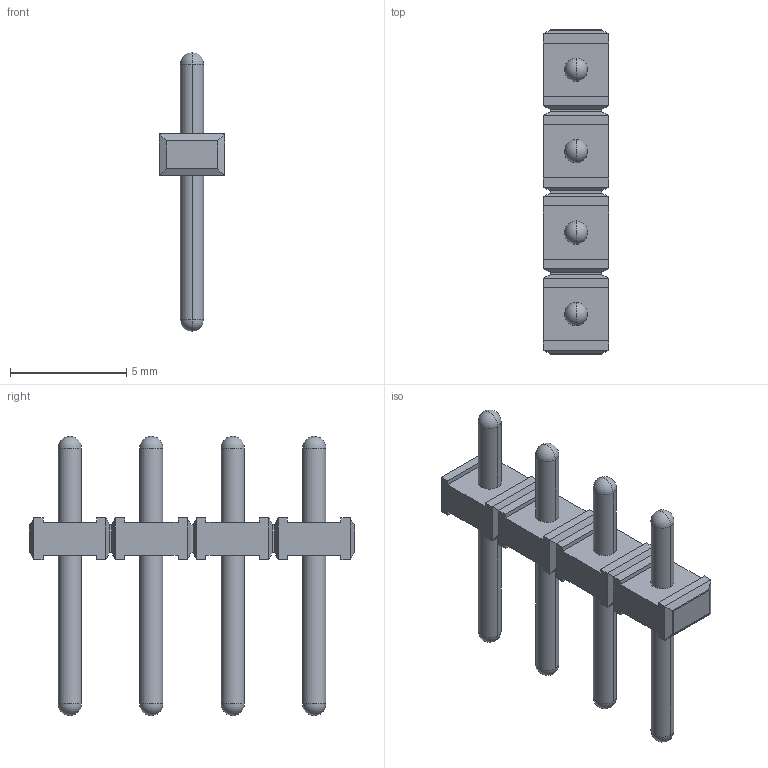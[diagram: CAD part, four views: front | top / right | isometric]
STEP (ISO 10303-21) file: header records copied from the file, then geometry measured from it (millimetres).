
FILE_DESCRIPTION((''),'2;1');
FILE_NAME('1111','2024-09-29T11:50:27',('tluser'),(''),'CREO PARAMETRIC BY PTC INC, 2018100','CREO PARAMETRIC BY PTC INC, 2018100','');
FILE_SCHEMA(('CONFIG_CONTROL_DESIGN'));
Length unit declared in the file: millimetre
Products named in the file (1): 1111
Bounding box: 2.8 x 14 x 12 mm (x, y, z)
Volume: 90 mm3; surface area: 272.1 mm2
Topology: 1 solids, 1 shells, 134 faces, 316 edges, 176 vertices
Faces by surface type: plane 102, cylinder 16, sphere 16
Entity records: 3634 total; most frequent: DIRECTION 616, CARTESIAN_POINT 610, ORIENTED_EDGE 600, EDGE_CURVE 300, VECTOR 252, LINE 252, AXIS2_PLACEMENT_3D 182, VERTEX_POINT 176
